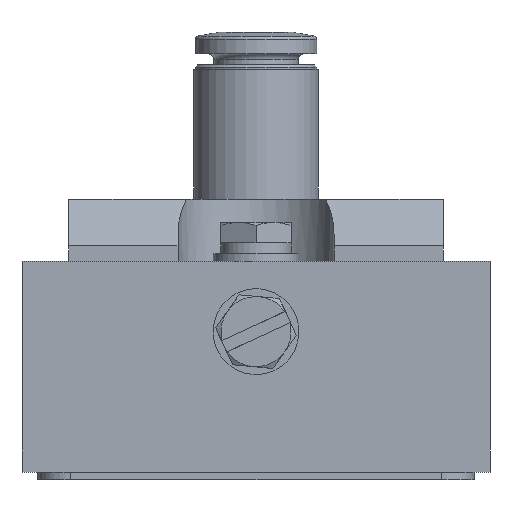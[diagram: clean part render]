
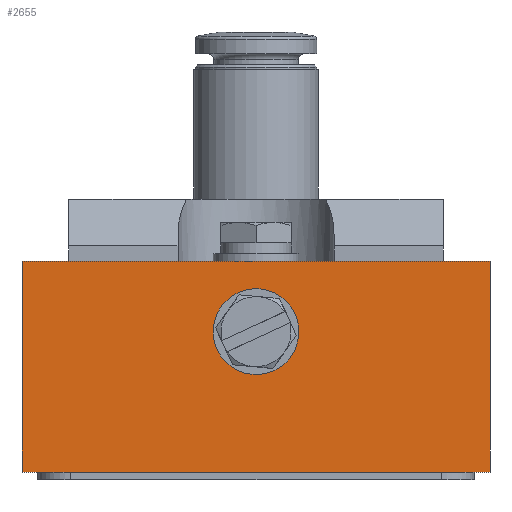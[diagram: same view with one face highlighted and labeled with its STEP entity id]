
A CAD part, front view. The second image highlights one B-rep face of the part: STEP entity #2655.
In plain terms, the highlighted planar face has unit normal (0, -1, 0).
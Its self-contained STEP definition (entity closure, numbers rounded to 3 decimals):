
#123=LINE('',#3713,#254);
#125=LINE('',#3719,#256);
#126=LINE('',#3721,#257);
#127=LINE('',#3723,#258);
#254=VECTOR('',#3104,1000.);
#256=VECTOR('',#3110,1000.);
#257=VECTOR('',#3111,1000.);
#258=VECTOR('',#3112,1000.);
#373=PLANE('',#2827);
#476=ORIENTED_EDGE('',*,*,#958,.T.);
#477=ORIENTED_EDGE('',*,*,#959,.F.);
#478=ORIENTED_EDGE('',*,*,#960,.T.);
#479=ORIENTED_EDGE('',*,*,#961,.F.);
#480=ORIENTED_EDGE('',*,*,#956,.F.);
#956=EDGE_CURVE('',#1196,#1197,#123,.T.);
#958=EDGE_CURVE('',#1198,#1198,#1355,.T.);
#959=EDGE_CURVE('',#1199,#1196,#125,.T.);
#960=EDGE_CURVE('',#1199,#1200,#126,.T.);
#961=EDGE_CURVE('',#1197,#1200,#127,.T.);
#1196=VERTEX_POINT('',#3712);
#1197=VERTEX_POINT('',#3714);
#1198=VERTEX_POINT('',#3718);
#1199=VERTEX_POINT('',#3720);
#1200=VERTEX_POINT('',#3722);
#1355=CIRCLE('',#2828,1.25);
#1449=EDGE_LOOP('',(#476));
#1450=EDGE_LOOP('',(#477,#478,#479,#480));
#1643=FACE_BOUND('',#1449,.T.);
#1644=FACE_BOUND('',#1450,.T.);
#2655=ADVANCED_FACE('',(#1643,#1644),#373,.T.);
#2827=AXIS2_PLACEMENT_3D('',#3716,#3106,#3107);
#2828=AXIS2_PLACEMENT_3D('',#3717,#3108,#3109);
#3104=DIRECTION('',(0.,0.,-1.));
#3106=DIRECTION('',(0.,-1.,0.));
#3107=DIRECTION('',(0.,0.,-1.));
#3108=DIRECTION('',(0.,1.,0.));
#3109=DIRECTION('',(0.,0.,-1.));
#3110=DIRECTION('',(1.,0.,0.));
#3111=DIRECTION('',(0.,0.,-1.));
#3112=DIRECTION('',(-1.,0.,0.));
#3712=CARTESIAN_POINT('',(15.,-28.,13.5));
#3713=CARTESIAN_POINT('',(15.,-28.,17.5));
#3714=CARTESIAN_POINT('',(15.,-28.,0.));
#3716=CARTESIAN_POINT('',(15.,-28.,17.5));
#3717=CARTESIAN_POINT('',(0.,-28.,9.));
#3718=CARTESIAN_POINT('',(0.,-28.,7.75));
#3719=CARTESIAN_POINT('',(-15.,-28.,13.5));
#3720=CARTESIAN_POINT('',(-15.,-28.,13.5));
#3721=CARTESIAN_POINT('',(-15.,-28.,17.5));
#3722=CARTESIAN_POINT('',(-15.,-28.,0.));
#3723=CARTESIAN_POINT('',(15.,-28.,0.));
